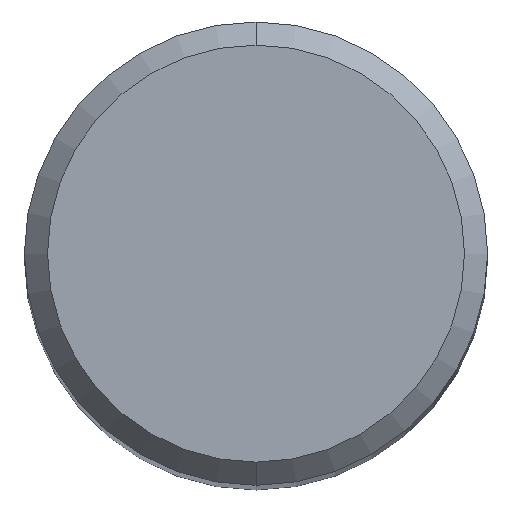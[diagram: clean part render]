
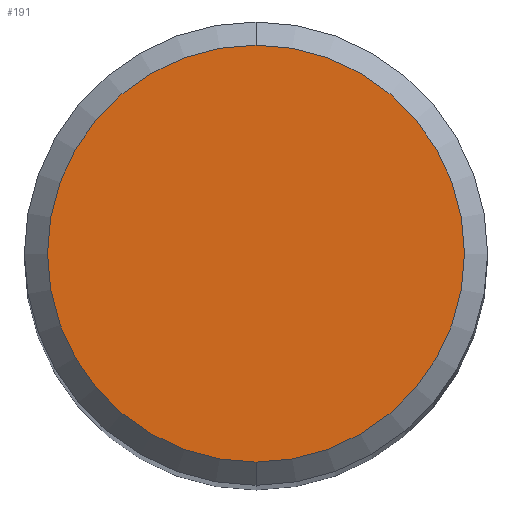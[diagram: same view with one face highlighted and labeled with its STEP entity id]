
A CAD part, top view. The second image highlights one B-rep face of the part: STEP entity #191.
In plain terms, the highlighted planar face has unit normal (0, 0, 1).
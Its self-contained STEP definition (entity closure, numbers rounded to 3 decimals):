
#191=ADVANCED_FACE('',(#499),#500,.T.);
#303=EDGE_CURVE('',#397,#341,#628,.T.);
#341=VERTEX_POINT('',#666);
#397=VERTEX_POINT('',#726);
#417=EDGE_CURVE('',#341,#397,#747,.T.);
#499=FACE_OUTER_BOUND('',#843,.T.);
#500=PLANE('',#844);
#628=CIRCLE('',#1109,4.5);
#666=CARTESIAN_POINT('',(0.,-4.5,0.0));
#726=CARTESIAN_POINT('',(0.0,4.5,0.0));
#747=CIRCLE('',#1409,4.5);
#843=EDGE_LOOP('',(#1493,#1494));
#844=AXIS2_PLACEMENT_3D('',#1495,#1496,#1497);
#1109=AXIS2_PLACEMENT_3D('',#1680,#1681,#1682);
#1409=AXIS2_PLACEMENT_3D('',#1761,#1762,#1763);
#1493=ORIENTED_EDGE('',*,*,#303,.F.);
#1494=ORIENTED_EDGE('',*,*,#417,.F.);
#1495=CARTESIAN_POINT('',(0.0,2.25,0.0));
#1496=DIRECTION('',(-0.0,0.0,1.0));
#1497=DIRECTION('',(0.0,-1.0,0.0));
#1680=CARTESIAN_POINT('',(0.0,0.0,0.0));
#1681=DIRECTION('',(0.0,0.0,-1.0));
#1682=DIRECTION('',(0.0,1.0,0.0));
#1761=CARTESIAN_POINT('',(0.0,0.0,0.0));
#1762=DIRECTION('',(0.0,0.0,-1.0));
#1763=DIRECTION('',(0.0,1.0,0.0));
